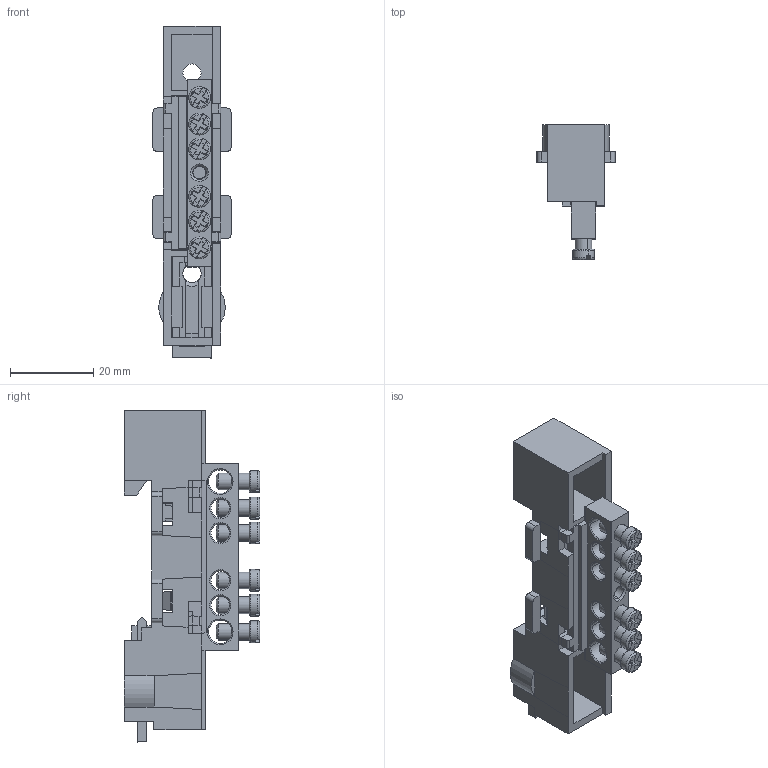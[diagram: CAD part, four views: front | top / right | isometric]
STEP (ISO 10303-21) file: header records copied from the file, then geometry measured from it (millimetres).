
FILE_DESCRIPTION (( 'STEP AP214' ), '1' );
FILE_NAME ('KSN-8 6õ9-06.STEP', '2023-11-17T11:48:17', ( '' ), ( '' ), 'SwSTEP 2.0', 'SolidWorks 2022', '' );
FILE_SCHEMA (( 'AUTOMOTIVE_DESIGN' ));
Length unit declared in the file: millimetre
Products named in the file (7): KSN-8 6х9-06; UHBT-4-6x9.06.01; SHBT-01.01 6х9; Винт М4х8; защелка UH_каталог; UHBT-4-6x9.06.00; Подставка универсалM1_Каталог_2016_63А
Assembly tree (12 placements, depth 3):
  KSN-8 6х9-06
    Подставка универсалM1_Каталог_2016_63А
    SHBT-01.01 6х9
    защелка UH_каталог
    Винт М4х8
    UHBT-4-6x9.06.00
      UHBT-4-6x9.06.01
      Винт М4х8  x6
Bounding box: 18.8 x 32.6 x 80 mm (x, y, z)
Volume: 11228.1 mm3; surface area: 13717.7 mm2
Topology: 11 solids, 11 shells, 605 faces, 1670 edges, 1070 vertices
Faces by surface type: plane 405, cylinder 112, cone 60, torus 28
Entity records: 14835 total; most frequent: CARTESIAN_POINT 2939, ORIENTED_EDGE 2452, DIRECTION 2239, EDGE_CURVE 1226, LINE 955, VECTOR 955, VERTEX_POINT 782, AXIS2_PLACEMENT_3D 642
